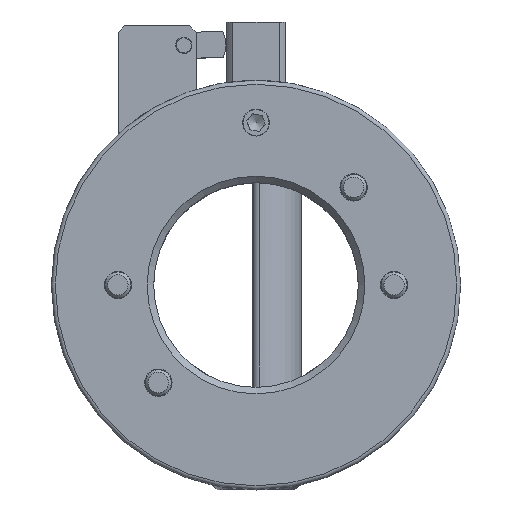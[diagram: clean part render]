
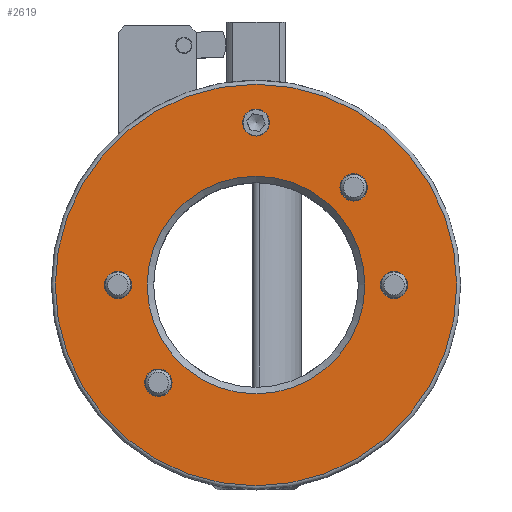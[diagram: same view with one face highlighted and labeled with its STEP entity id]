
A CAD part, top view. The second image highlights one B-rep face of the part: STEP entity #2619.
In plain terms, the highlighted planar face has unit normal (0, 0, 1).
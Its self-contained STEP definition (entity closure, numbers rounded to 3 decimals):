
#674=FACE_BOUND('',#887,.T.);
#675=FACE_BOUND('',#888,.T.);
#676=FACE_BOUND('',#889,.T.);
#677=FACE_BOUND('',#890,.T.);
#678=FACE_BOUND('',#891,.T.);
#679=FACE_BOUND('',#892,.T.);
#725=FACE_OUTER_BOUND('',#886,.T.);
#886=EDGE_LOOP('',(#1892));
#887=EDGE_LOOP('',(#1893));
#888=EDGE_LOOP('',(#1894));
#889=EDGE_LOOP('',(#1895));
#890=EDGE_LOOP('',(#1896));
#891=EDGE_LOOP('',(#1897));
#892=EDGE_LOOP('',(#1898));
#1048=CIRCLE('',#2992,2.1);
#1053=CIRCLE('',#3000,2.1);
#1058=CIRCLE('',#3008,2.1);
#1062=CIRCLE('',#3015,2.1);
#1075=CIRCLE('',#3038,30.9);
#1076=CIRCLE('',#3040,16.75);
#1077=CIRCLE('',#3041,2.067);
#1182=VERTEX_POINT('',#4101);
#1188=VERTEX_POINT('',#4123);
#1195=VERTEX_POINT('',#4148);
#1201=VERTEX_POINT('',#4171);
#1221=VERTEX_POINT('',#4470);
#1222=VERTEX_POINT('',#4474);
#1223=VERTEX_POINT('',#4476);
#1426=EDGE_CURVE('',#1182,#1182,#1048,.T.);
#1434=EDGE_CURVE('',#1188,#1188,#1053,.T.);
#1443=EDGE_CURVE('',#1195,#1195,#1058,.T.);
#1451=EDGE_CURVE('',#1201,#1201,#1062,.T.);
#1482=EDGE_CURVE('',#1221,#1221,#1075,.T.);
#1483=EDGE_CURVE('',#1222,#1222,#1076,.T.);
#1484=EDGE_CURVE('',#1223,#1223,#1077,.T.);
#1892=ORIENTED_EDGE('',*,*,#1482,.F.);
#1893=ORIENTED_EDGE('',*,*,#1426,.T.);
#1894=ORIENTED_EDGE('',*,*,#1434,.T.);
#1895=ORIENTED_EDGE('',*,*,#1443,.T.);
#1896=ORIENTED_EDGE('',*,*,#1451,.T.);
#1897=ORIENTED_EDGE('',*,*,#1483,.F.);
#1898=ORIENTED_EDGE('',*,*,#1484,.T.);
#2524=PLANE('',#3039);
#2619=ADVANCED_FACE('',(#725,#674,#675,#676,#677,#678,#679),#2524,.F.);
#2992=AXIS2_PLACEMENT_3D('',#4103,#3309,#3310);
#3000=AXIS2_PLACEMENT_3D('',#4125,#3327,#3328);
#3008=AXIS2_PLACEMENT_3D('',#4150,#3345,#3346);
#3015=AXIS2_PLACEMENT_3D('',#4173,#3361,#3362);
#3038=AXIS2_PLACEMENT_3D('',#4472,#3412,#3413);
#3039=AXIS2_PLACEMENT_3D('',#4473,#3414,#3415);
#3040=AXIS2_PLACEMENT_3D('',#4475,#3416,#3417);
#3041=AXIS2_PLACEMENT_3D('',#4477,#3418,#3419);
#3309=DIRECTION('center_axis',(0.,0.,-1.));
#3310=DIRECTION('ref_axis',(-1.,0.,0.));
#3327=DIRECTION('center_axis',(0.,0.,-1.));
#3328=DIRECTION('ref_axis',(-1.,0.,0.));
#3345=DIRECTION('center_axis',(0.,0.,-1.));
#3346=DIRECTION('ref_axis',(-1.,0.,0.));
#3361=DIRECTION('center_axis',(0.,0.,-1.));
#3362=DIRECTION('ref_axis',(-1.,0.,0.));
#3412=DIRECTION('center_axis',(0.,0.,-1.));
#3413=DIRECTION('ref_axis',(-1.,0.,0.));
#3414=DIRECTION('center_axis',(0.,0.,-1.));
#3415=DIRECTION('ref_axis',(-1.,0.,0.));
#3416=DIRECTION('center_axis',(0.,0.,1.));
#3417=DIRECTION('ref_axis',(-1.,0.,0.));
#3418=DIRECTION('center_axis',(0.,0.,-1.));
#3419=DIRECTION('ref_axis',(1.,0.,0.));
#4101=CARTESIAN_POINT('',(17.126,15.026,0.));
#4103=CARTESIAN_POINT('Origin',(15.026,15.026,0.));
#4123=CARTESIAN_POINT('',(-12.926,-15.026,0.));
#4125=CARTESIAN_POINT('Origin',(-15.026,-15.026,0.));
#4148=CARTESIAN_POINT('',(23.35,0.,0.));
#4150=CARTESIAN_POINT('Origin',(21.25,0.,0.));
#4171=CARTESIAN_POINT('',(-19.15,0.,0.));
#4173=CARTESIAN_POINT('Origin',(-21.25,0.,0.));
#4470=CARTESIAN_POINT('',(30.9,0.,0.));
#4472=CARTESIAN_POINT('Origin',(0.,0.,0.));
#4473=CARTESIAN_POINT('Origin',(0.,0.,0.));
#4474=CARTESIAN_POINT('',(16.75,0.,0.));
#4475=CARTESIAN_POINT('Origin',(0.,0.,0.));
#4476=CARTESIAN_POINT('',(-2.067,25.,0.));
#4477=CARTESIAN_POINT('Origin',(0.,25.,0.));
